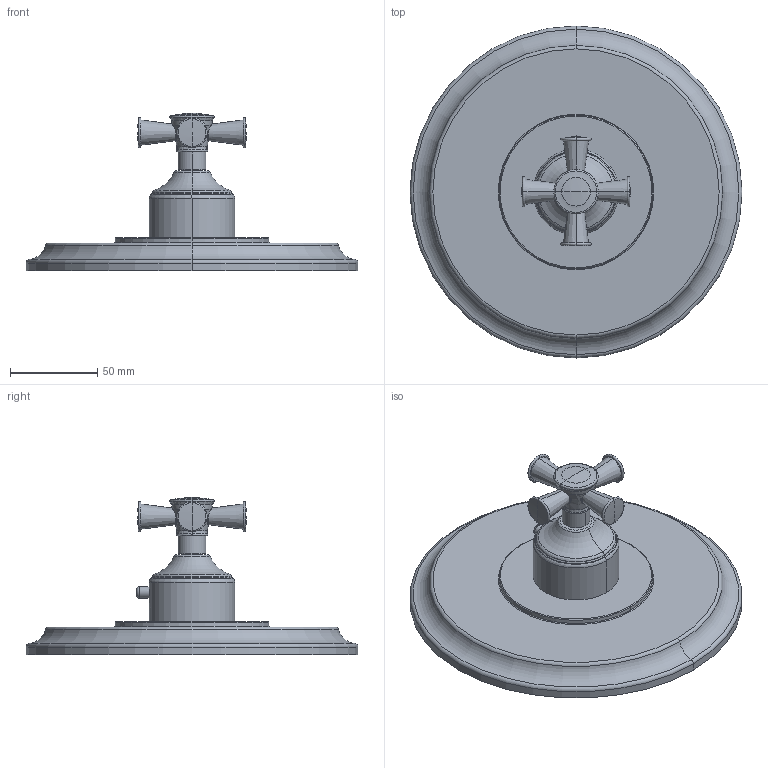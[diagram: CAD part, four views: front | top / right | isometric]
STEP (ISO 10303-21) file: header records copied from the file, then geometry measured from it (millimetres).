
FILE_DESCRIPTION((''),'2;1');
FILE_NAME('3-2904TR','2020-12-04T13:29:27',('jinson.thomas'),(''),'CREO PARAMETRIC BY PTC INC, 2018400','CREO PARAMETRIC BY PTC INC, 2018400','');
FILE_SCHEMA(('CONFIG_CONTROL_DESIGN'));
Length unit declared in the file: inch
Products named in the file (1): 3-2904TR
Bounding box: 190.5 x 190.5 x 90.37 mm (x, y, z)
Volume: 501247.6 mm3; surface area: 74786.9 mm2
Topology: 1 solids, 1 shells, 110 faces, 243 edges, 136 vertices
Faces by surface type: torus 38, cone 22, plane 14, bspline 14, sphere 12, cylinder 10
Entity records: 4679 total; most frequent: CARTESIAN_POINT 2239, DIRECTION 573, ORIENTED_EDGE 462, AXIS2_PLACEMENT_3D 270, EDGE_CURVE 231, CIRCLE 174, VERTEX_POINT 136, EDGE_LOOP 123
